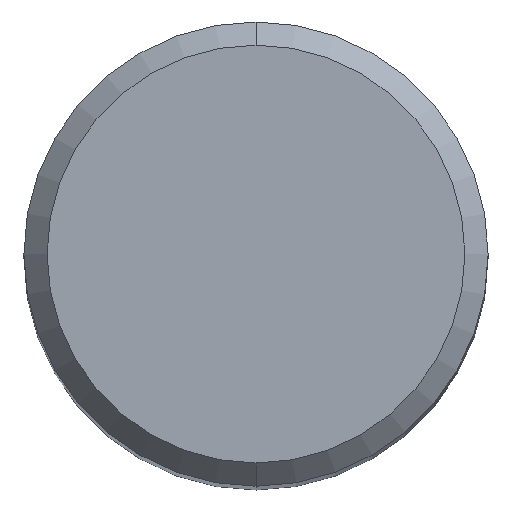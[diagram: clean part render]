
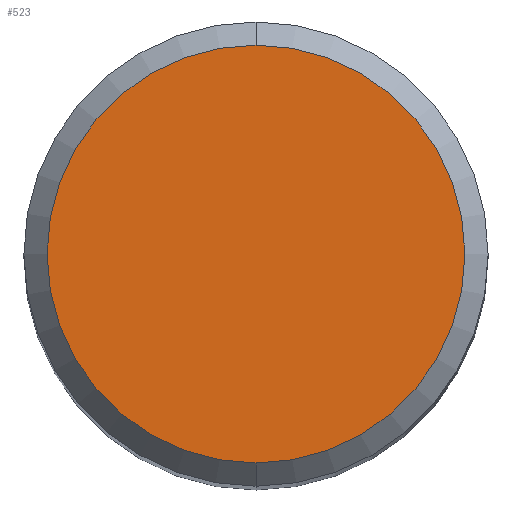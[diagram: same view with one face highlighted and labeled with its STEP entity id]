
A CAD part, top view. The second image highlights one B-rep face of the part: STEP entity #523.
In plain terms, the highlighted planar face has unit normal (0, 0, 1).
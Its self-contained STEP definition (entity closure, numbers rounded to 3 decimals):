
#249=EDGE_CURVE('',#391,#315,#641,.T.);
#315=VERTEX_POINT('',#716);
#391=VERTEX_POINT('',#798);
#487=EDGE_CURVE('',#315,#391,#906,.T.);
#523=ADVANCED_FACE('',(#945),#946,.T.);
#641=CIRCLE('',#1087,4.5);
#716=CARTESIAN_POINT('',(0.,-4.5,0.0));
#798=CARTESIAN_POINT('',(0.0,4.5,0.0));
#906=CIRCLE('',#1623,4.5);
#945=FACE_OUTER_BOUND('',#1686,.T.);
#946=PLANE('',#1687);
#1087=AXIS2_PLACEMENT_3D('',#1859,#1860,#1861);
#1623=AXIS2_PLACEMENT_3D('',#2169,#2170,#2171);
#1686=EDGE_LOOP('',(#2224,#2225));
#1687=AXIS2_PLACEMENT_3D('',#2226,#2227,#2228);
#1859=CARTESIAN_POINT('',(0.0,0.0,0.0));
#1860=DIRECTION('',(0.0,0.0,-1.0));
#1861=DIRECTION('',(0.0,1.0,0.0));
#2169=CARTESIAN_POINT('',(0.0,0.0,0.0));
#2170=DIRECTION('',(0.0,0.0,-1.0));
#2171=DIRECTION('',(0.0,1.0,0.0));
#2224=ORIENTED_EDGE('',*,*,#249,.F.);
#2225=ORIENTED_EDGE('',*,*,#487,.F.);
#2226=CARTESIAN_POINT('',(0.0,2.25,0.0));
#2227=DIRECTION('',(-0.0,0.0,1.0));
#2228=DIRECTION('',(0.0,-1.0,0.0));
